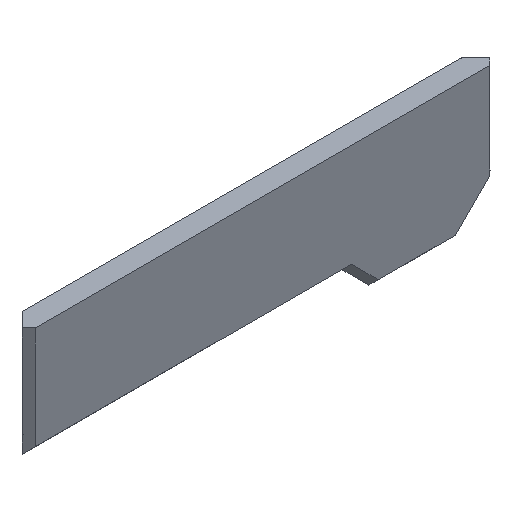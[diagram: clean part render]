
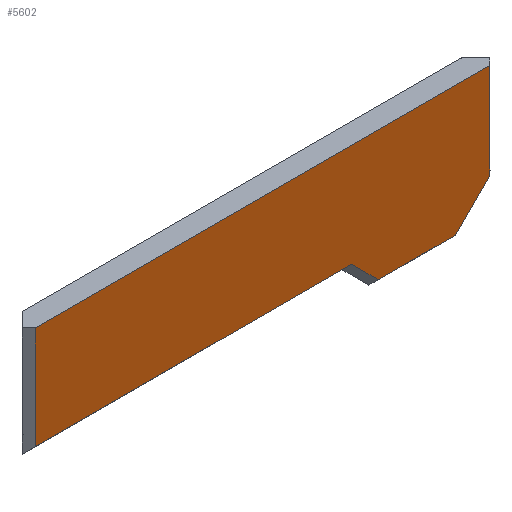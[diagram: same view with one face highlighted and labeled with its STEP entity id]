
A CAD part, isometric view. The second image highlights one B-rep face of the part: STEP entity #5602.
In plain terms, the highlighted planar face has unit normal (0, -1, 0).
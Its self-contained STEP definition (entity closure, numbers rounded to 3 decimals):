
#157 = DIRECTION ( 'NONE',  ( 0.707, 0., 0.707 ) ) ;
#331 = VECTOR ( 'NONE', #157, 1000. ) ;
#397 = DIRECTION ( 'NONE',  ( 0., 0., -1. ) ) ;
#500 = DIRECTION ( 'NONE',  ( 1., 0., 0. ) ) ;
#534 = CARTESIAN_POINT ( 'NONE',  ( 137., -4., 27.5 ) ) ;
#541 = DIRECTION ( 'NONE',  ( 1., 0., 0. ) ) ;
#681 = ORIENTED_EDGE ( 'NONE', *, *, #3456, .T. ) ;
#729 = CARTESIAN_POINT ( 'NONE',  ( 239.414, -4., -11.586 ) ) ;
#745 = VECTOR ( 'NONE', #4739, 1000. ) ;
#749 = EDGE_CURVE ( 'NONE', #2978, #1219, #5991, .T. ) ;
#806 = ORIENTED_EDGE ( 'NONE', *, *, #5337, .T. ) ;
#924 = LINE ( 'NONE', #3963, #3496 ) ;
#952 = DIRECTION ( 'NONE',  ( 0., -1., 0. ) ) ;
#1065 = LINE ( 'NONE', #4105, #2816 ) ;
#1083 = VECTOR ( 'NONE', #4093, 1000. ) ;
#1219 = VERTEX_POINT ( 'NONE', #2285 ) ;
#1306 = FACE_OUTER_BOUND ( 'NONE', #4500, .T. ) ;
#1589 = VERTEX_POINT ( 'NONE', #2955 ) ;
#1703 = LINE ( 'NONE', #729, #745 ) ;
#1743 = AXIS2_PLACEMENT_3D ( 'NONE', #5244, #952, #397 ) ;
#1892 = VERTEX_POINT ( 'NONE', #4278 ) ;
#2278 = ORIENTED_EDGE ( 'NONE', *, *, #3904, .T. ) ;
#2285 = CARTESIAN_POINT ( 'NONE',  ( 137., -4., -3. ) ) ;
#2543 = ORIENTED_EDGE ( 'NONE', *, *, #4916, .F. ) ;
#2627 = CARTESIAN_POINT ( 'NONE',  ( 272.586, -4., -0.086 ) ) ;
#2734 = EDGE_CURVE ( 'NONE', #1219, #1892, #5954, .T. ) ;
#2816 = VECTOR ( 'NONE', #5617, 1000. ) ;
#2955 = CARTESIAN_POINT ( 'NONE',  ( 272., -4., 27.5 ) ) ;
#2978 = VERTEX_POINT ( 'NONE', #534 ) ;
#3282 = PLANE ( 'NONE',  #1743 ) ;
#3398 = EDGE_CURVE ( 'NONE', #3889, #1589, #1065, .T. ) ;
#3456 = EDGE_CURVE ( 'NONE', #6346, #3889, #5074, .T. ) ;
#3496 = VECTOR ( 'NONE', #5440, 1000. ) ;
#3889 = VERTEX_POINT ( 'NONE', #4161 ) ;
#3904 = EDGE_CURVE ( 'NONE', #1892, #4479, #1703, .T. ) ;
#3963 = CARTESIAN_POINT ( 'NONE',  ( 262.5, -4., -11. ) ) ;
#3999 = CARTESIAN_POINT ( 'NONE',  ( 230., -4., -3. ) ) ;
#4093 = DIRECTION ( 'NONE',  ( 0., 0., -1. ) ) ;
#4105 = CARTESIAN_POINT ( 'NONE',  ( 272., -4., 0. ) ) ;
#4161 = CARTESIAN_POINT ( 'NONE',  ( 272., -4., -0.672 ) ) ;
#4234 = VECTOR ( 'NONE', #541, 1000. ) ;
#4278 = CARTESIAN_POINT ( 'NONE',  ( 230.828, -4., -3. ) ) ;
#4479 = VERTEX_POINT ( 'NONE', #5366 ) ;
#4500 = EDGE_LOOP ( 'NONE', ( #681, #5613, #2543, #5827, #5938, #2278, #806 ) ) ;
#4513 = CARTESIAN_POINT ( 'NONE',  ( 137., -4., 0. ) ) ;
#4739 = DIRECTION ( 'NONE',  ( 0.707, 0., -0.707 ) ) ;
#4811 = CARTESIAN_POINT ( 'NONE',  ( 261.672, -4., -11. ) ) ;
#4843 = CARTESIAN_POINT ( 'NONE',  ( 135., -4., 27.5 ) ) ;
#4916 = EDGE_CURVE ( 'NONE', #2978, #1589, #4971, .T. ) ;
#4971 = LINE ( 'NONE', #4843, #4234 ) ;
#5074 = LINE ( 'NONE', #2627, #331 ) ;
#5244 = CARTESIAN_POINT ( 'NONE',  ( 0., -4., 0. ) ) ;
#5337 = EDGE_CURVE ( 'NONE', #4479, #6346, #924, .T. ) ;
#5366 = CARTESIAN_POINT ( 'NONE',  ( 238.828, -4., -11. ) ) ;
#5440 = DIRECTION ( 'NONE',  ( 1., 0., 0. ) ) ;
#5602 = ADVANCED_FACE ( 'NONE', ( #1306 ), #3282, .T. ) ;
#5613 = ORIENTED_EDGE ( 'NONE', *, *, #3398, .T. ) ;
#5617 = DIRECTION ( 'NONE',  ( 0., 0., 1. ) ) ;
#5675 = VECTOR ( 'NONE', #500, 1000. ) ;
#5827 = ORIENTED_EDGE ( 'NONE', *, *, #749, .T. ) ;
#5938 = ORIENTED_EDGE ( 'NONE', *, *, #2734, .T. ) ;
#5954 = LINE ( 'NONE', #3999, #5675 ) ;
#5991 = LINE ( 'NONE', #4513, #1083 ) ;
#6346 = VERTEX_POINT ( 'NONE', #4811 ) ;
